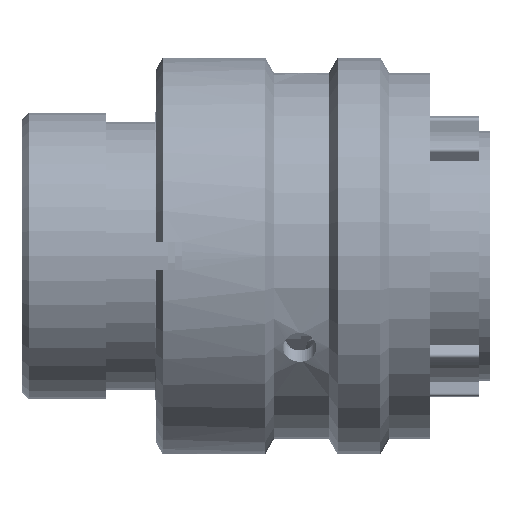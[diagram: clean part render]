
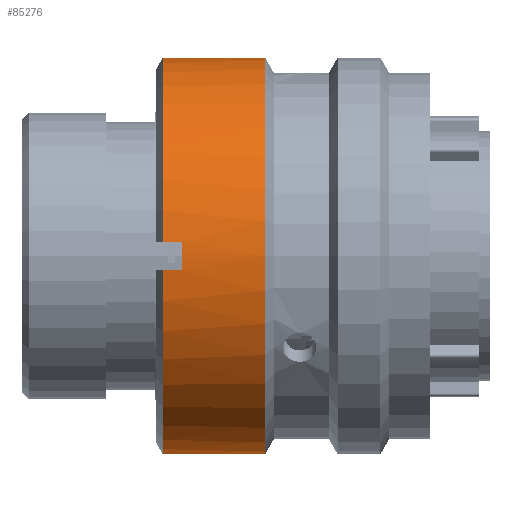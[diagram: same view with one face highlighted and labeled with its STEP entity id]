
A CAD part, front view. The second image highlights one B-rep face of the part: STEP entity #85276.
In plain terms, the highlighted cylindrical face has radius 14.15 mm (diameter 28.3 mm), a partial arc.
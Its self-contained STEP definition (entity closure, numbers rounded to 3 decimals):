
#1614 = DIRECTION ( 'NONE',  ( 1., 0., 0. ) ) ;
#6084 = DIRECTION ( 'NONE',  ( 0., 0., -1. ) ) ;
#7552 = DIRECTION ( 'NONE',  ( 0., 0., 1. ) ) ;
#7775 = EDGE_CURVE ( 'NONE', #108773, #150313, #146733, .T. ) ;
#8940 = ORIENTED_EDGE ( 'NONE', *, *, #43189, .T. ) ;
#10853 = DIRECTION ( 'NONE',  ( 1., 0., 0. ) ) ;
#12642 = ORIENTED_EDGE ( 'NONE', *, *, #24881, .T. ) ;
#14989 = ORIENTED_EDGE ( 'NONE', *, *, #40084, .T. ) ;
#16194 = VECTOR ( 'NONE', #75451, 1000. ) ;
#19996 = ORIENTED_EDGE ( 'NONE', *, *, #48151, .T. ) ;
#21467 = CARTESIAN_POINT ( 'NONE',  ( 11.42, 0., 14.15 ) ) ;
#22889 = ORIENTED_EDGE ( 'NONE', *, *, #7775, .T. ) ;
#23817 = DIRECTION ( 'NONE',  ( -1., 0., 0. ) ) ;
#24298 = EDGE_CURVE ( 'NONE', #132584, #59807, #73963, .T. ) ;
#24367 = CARTESIAN_POINT ( 'NONE',  ( 11.42, 0., 0. ) ) ;
#24881 = EDGE_CURVE ( 'NONE', #109624, #132529, #44144, .T. ) ;
#26983 = CARTESIAN_POINT ( 'NONE',  ( 10.02, 0., 0. ) ) ;
#28508 = VECTOR ( 'NONE', #23817, 1000. ) ;
#29675 = ORIENTED_EDGE ( 'NONE', *, *, #62671, .T. ) ;
#29895 = DIRECTION ( 'NONE',  ( 1., 0., 0. ) ) ;
#30669 = CIRCLE ( 'NONE', #139911, 14.15 ) ;
#30806 = CIRCLE ( 'NONE', #34428, 14.15 ) ;
#34428 = AXIS2_PLACEMENT_3D ( 'NONE', #26983, #51880, #6084 ) ;
#34727 = CARTESIAN_POINT ( 'NONE',  ( 17.324, 0., 0. ) ) ;
#35222 = DIRECTION ( 'NONE',  ( 0., 0., -1. ) ) ;
#35355 = EDGE_CURVE ( 'NONE', #59807, #108773, #30806, .T. ) ;
#36045 = DIRECTION ( 'NONE',  ( 1., 0., 0. ) ) ;
#37619 = CARTESIAN_POINT ( 'NONE',  ( 17.324, 0., 14.15 ) ) ;
#37626 = VERTEX_POINT ( 'NONE', #121359 ) ;
#38827 = CARTESIAN_POINT ( 'NONE',  ( 10.02, -1., 14.115 ) ) ;
#38881 = VERTEX_POINT ( 'NONE', #37619 ) ;
#40084 = EDGE_CURVE ( 'NONE', #90900, #52307, #136653, .T. ) ;
#42303 = DIRECTION ( 'NONE',  ( 0., 0., -1. ) ) ;
#42543 = DIRECTION ( 'NONE',  ( -1., 0., 0. ) ) ;
#42801 = CARTESIAN_POINT ( 'NONE',  ( 29.07, 0., 0. ) ) ;
#43078 = EDGE_CURVE ( 'NONE', #109624, #38881, #72709, .T. ) ;
#43189 = EDGE_CURVE ( 'NONE', #88008, #37626, #116192, .T. ) ;
#44144 = CIRCLE ( 'NONE', #53418, 14.15 ) ;
#48050 = DIRECTION ( 'NONE',  ( 1., 0., 0. ) ) ;
#48151 = EDGE_CURVE ( 'NONE', #149493, #90900, #136589, .T. ) ;
#48668 = EDGE_CURVE ( 'NONE', #52307, #132584, #30669, .T. ) ;
#49944 = CIRCLE ( 'NONE', #95941, 14.15 ) ;
#51880 = DIRECTION ( 'NONE',  ( 1., 0., 0. ) ) ;
#52071 = CIRCLE ( 'NONE', #112866, 14.15 ) ;
#52307 = VERTEX_POINT ( 'NONE', #100843 ) ;
#53418 = AXIS2_PLACEMENT_3D ( 'NONE', #106372, #48050, #94789 ) ;
#54145 = CARTESIAN_POINT ( 'NONE',  ( 29.07, 0., -14.15 ) ) ;
#57593 = CARTESIAN_POINT ( 'NONE',  ( 10.02, 0., 0. ) ) ;
#59309 = ORIENTED_EDGE ( 'NONE', *, *, #101381, .T. ) ;
#59807 = VERTEX_POINT ( 'NONE', #98629 ) ;
#60950 = ORIENTED_EDGE ( 'NONE', *, *, #24298, .T. ) ;
#61367 = ORIENTED_EDGE ( 'NONE', *, *, #48668, .T. ) ;
#62671 = EDGE_CURVE ( 'NONE', #150313, #88008, #49944, .T. ) ;
#64628 = DIRECTION ( 'NONE',  ( 1., 0., 0. ) ) ;
#64639 = DIRECTION ( 'NONE',  ( 1., 0., 0. ) ) ;
#66870 = CARTESIAN_POINT ( 'NONE',  ( 29.07, -1., 14.115 ) ) ;
#69243 = DIRECTION ( 'NONE',  ( 0., 0., -1. ) ) ;
#72709 = LINE ( 'NONE', #130473, #127331 ) ;
#73963 = LINE ( 'NONE', #106544, #28508 ) ;
#75451 = DIRECTION ( 'NONE',  ( 1., 0., 0. ) ) ;
#76697 = CYLINDRICAL_SURFACE ( 'NONE', #125083, 14.15 ) ;
#80766 = DIRECTION ( 'NONE',  ( 0., 0., 1. ) ) ;
#81616 = CARTESIAN_POINT ( 'NONE',  ( 11.42, -14.115, -1. ) ) ;
#85276 = ADVANCED_FACE ( 'NONE', ( #138637 ), #76697, .T. ) ;
#87152 = AXIS2_PLACEMENT_3D ( 'NONE', #57593, #126768, #69243 ) ;
#88008 = VERTEX_POINT ( 'NONE', #112508 ) ;
#90900 = VERTEX_POINT ( 'NONE', #90913 ) ;
#90913 = CARTESIAN_POINT ( 'NONE',  ( 10.02, -14.115, 1. ) ) ;
#94633 = ORIENTED_EDGE ( 'NONE', *, *, #35355, .T. ) ;
#94789 = DIRECTION ( 'NONE',  ( 0., 0., 1. ) ) ;
#94904 = DIRECTION ( 'NONE',  ( 1., 0., 0. ) ) ;
#95941 = AXIS2_PLACEMENT_3D ( 'NONE', #111195, #29895, #7552 ) ;
#98221 = CARTESIAN_POINT ( 'NONE',  ( 29.07, -14.115, 1. ) ) ;
#98629 = CARTESIAN_POINT ( 'NONE',  ( 10.02, -14.115, -1. ) ) ;
#98873 = ORIENTED_EDGE ( 'NONE', *, *, #100111, .F. ) ;
#100111 = EDGE_CURVE ( 'NONE', #38881, #37626, #52071, .T. ) ;
#100843 = CARTESIAN_POINT ( 'NONE',  ( 11.42, -14.115, 1. ) ) ;
#101381 = EDGE_CURVE ( 'NONE', #132529, #149493, #102212, .T. ) ;
#102212 = LINE ( 'NONE', #66870, #149478 ) ;
#105618 = VECTOR ( 'NONE', #64639, 1000. ) ;
#106372 = CARTESIAN_POINT ( 'NONE',  ( 11.42, 0., 0. ) ) ;
#106544 = CARTESIAN_POINT ( 'NONE',  ( 29.07, -14.115, -1. ) ) ;
#107600 = CARTESIAN_POINT ( 'NONE',  ( 10.02, -1., -14.115 ) ) ;
#108773 = VERTEX_POINT ( 'NONE', #107600 ) ;
#109624 = VERTEX_POINT ( 'NONE', #21467 ) ;
#111195 = CARTESIAN_POINT ( 'NONE',  ( 11.42, 0., 0. ) ) ;
#112508 = CARTESIAN_POINT ( 'NONE',  ( 11.42, 0., -14.15 ) ) ;
#112866 = AXIS2_PLACEMENT_3D ( 'NONE', #34727, #1614, #35222 ) ;
#115846 = VECTOR ( 'NONE', #10853, 1000. ) ;
#116000 = CARTESIAN_POINT ( 'NONE',  ( 29.07, -1., -14.115 ) ) ;
#116192 = LINE ( 'NONE', #54145, #16194 ) ;
#117963 = ORIENTED_EDGE ( 'NONE', *, *, #43078, .F. ) ;
#121359 = CARTESIAN_POINT ( 'NONE',  ( 17.324, 0., -14.15 ) ) ;
#125083 = AXIS2_PLACEMENT_3D ( 'NONE', #42801, #64628, #42303 ) ;
#126768 = DIRECTION ( 'NONE',  ( 1., 0., 0. ) ) ;
#127331 = VECTOR ( 'NONE', #94904, 1000. ) ;
#130473 = CARTESIAN_POINT ( 'NONE',  ( 29.07, 0., 14.15 ) ) ;
#132529 = VERTEX_POINT ( 'NONE', #147167 ) ;
#132584 = VERTEX_POINT ( 'NONE', #81616 ) ;
#136589 = CIRCLE ( 'NONE', #87152, 14.15 ) ;
#136653 = LINE ( 'NONE', #98221, #105618 ) ;
#138637 = FACE_OUTER_BOUND ( 'NONE', #139940, .T. ) ;
#139911 = AXIS2_PLACEMENT_3D ( 'NONE', #24367, #36045, #80766 ) ;
#139940 = EDGE_LOOP ( 'NONE', ( #117963, #12642, #59309, #19996, #14989, #61367, #60950, #94633, #22889, #29675, #8940, #98873 ) ) ;
#146708 = CARTESIAN_POINT ( 'NONE',  ( 11.42, -1., -14.115 ) ) ;
#146733 = LINE ( 'NONE', #116000, #115846 ) ;
#147167 = CARTESIAN_POINT ( 'NONE',  ( 11.42, -1., 14.115 ) ) ;
#149478 = VECTOR ( 'NONE', #42543, 1000. ) ;
#149493 = VERTEX_POINT ( 'NONE', #38827 ) ;
#150313 = VERTEX_POINT ( 'NONE', #146708 ) ;
